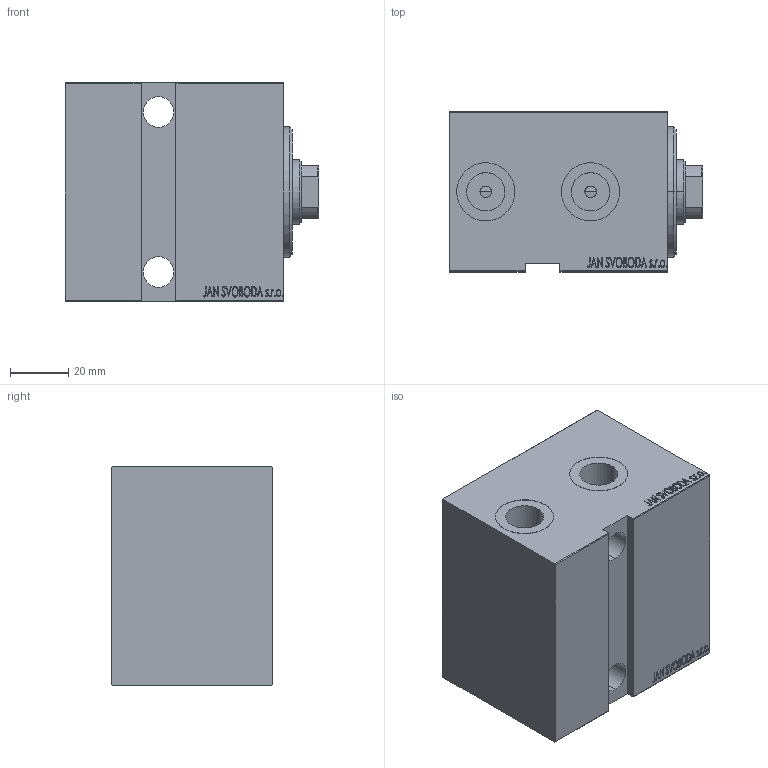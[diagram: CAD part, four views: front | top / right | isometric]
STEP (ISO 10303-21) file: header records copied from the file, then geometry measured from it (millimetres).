
FILE_DESCRIPTION (( 'STEP AP203' ), '1' );
FILE_NAME ('162b.STEP', '2022-04-17T14:15:58', ( '' ), ( '' ), 'SwSTEP 2.0', 'SolidWorks 2019', '' );
FILE_SCHEMA (( 'CONFIG_CONTROL_DESIGN' ));
Length unit declared in the file: millimetre
Products named in the file (4): V450CM_E_VCP e048e816a07fac5bb0fc0819a3f2bce9; V450CM_E_Body e048e816a07fac5bb0fc0819a3f2bce9; V450CM_VC_B e048e816a07fac5bb0fc0819a3f2bce9; 162b
Assembly tree (3 placements, depth 2):
  162b
    V450CM_E_Body e048e816a07fac5bb0fc0819a3f2bce9
    V450CM_E_VCP e048e816a07fac5bb0fc0819a3f2bce9
    V450CM_VC_B e048e816a07fac5bb0fc0819a3f2bce9
Bounding box: 87 x 55 x 75 mm (x, y, z)
Volume: 279058.8 mm3; surface area: 55385.8 mm2
Topology: 3 solids, 3 shells, 864 faces, 2224 edges, 1474 vertices
Faces by surface type: plane 414, bspline 380, cylinder 56, cone 14
Entity records: 43500 total; most frequent: CARTESIAN_POINT 24546, ORIENTED_EDGE 4444, DIRECTION 2550, EDGE_CURVE 2222, VERTEX_POINT 1474, LINE 1322, VECTOR 1322, EDGE_LOOP 986
